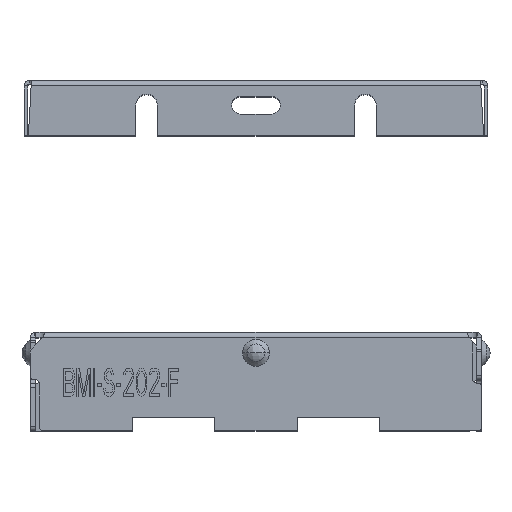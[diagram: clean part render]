
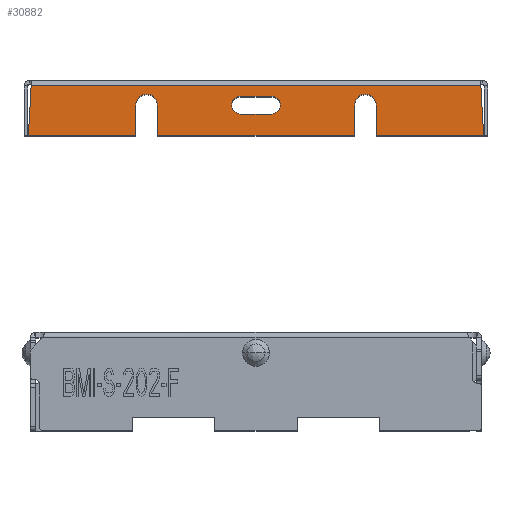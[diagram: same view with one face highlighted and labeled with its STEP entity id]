
A CAD part, top view. The second image highlights one B-rep face of the part: STEP entity #30882.
In plain terms, the highlighted planar face has unit normal (0, 0, 1).
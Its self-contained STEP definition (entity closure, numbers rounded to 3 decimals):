
#9590 = DIRECTION ( 'NONE',  ( 1., 0., 0. ) ) ;
#9591 = DIRECTION ( 'NONE',  ( 0., 0., -1. ) ) ;
#9592 = AXIS2_PLACEMENT_3D ( 'NONE', #9605, #9591, #9590 ) ;
#9593 = CIRCLE ( 'NONE', #9592, 0.325 ) ;
#9600 = CARTESIAN_POINT ( 'NONE',  ( 0.565, 0.425, 8.48 ) ) ;
#9605 = CARTESIAN_POINT ( 'NONE',  ( 0.565, 0.1, 8.48 ) ) ;
#9654 = CARTESIAN_POINT ( 'NONE',  ( 0.89, 0.1, 8.48 ) ) ;
#10916 = CARTESIAN_POINT ( 'NONE',  ( -0.565, 0.425, 8.48 ) ) ;
#11010 = DIRECTION ( 'NONE',  ( 1., 0., 0. ) ) ;
#11011 = VECTOR ( 'NONE', #11010, 1000. ) ;
#11012 = CARTESIAN_POINT ( 'NONE',  ( 8.28, 0.8, 8.48 ) ) ;
#11013 = CARTESIAN_POINT ( 'NONE',  ( 0.565, 0.1, 8.48 ) ) ;
#11014 = PLANE ( 'NONE',  #11034 ) ;
#11015 = LINE ( 'NONE', #11068, #11064 ) ;
#11016 = LINE ( 'NONE', #11012, #11011 ) ;
#11018 = FACE_OUTER_BOUND ( 'NONE', #30857, .T. ) ;
#11019 = AXIS2_PLACEMENT_3D ( 'NONE', #11013, #11058, #11057 ) ;
#11021 = DIRECTION ( 'NONE',  ( 0.056, 0.998, 0. ) ) ;
#11022 = VECTOR ( 'NONE', #11021, 1000. ) ;
#11023 = CARTESIAN_POINT ( 'NONE',  ( -8.27, -0.1, 8.48 ) ) ;
#11026 = LINE ( 'NONE', #11023, #11022 ) ;
#11027 = FACE_BOUND ( 'NONE', #30873, .T. ) ;
#11028 = DIRECTION ( 'NONE',  ( 1., 0., 0. ) ) ;
#11029 = VECTOR ( 'NONE', #11028, 1000. ) ;
#11030 = CARTESIAN_POINT ( 'NONE',  ( -8.22, 0.8, 8.48 ) ) ;
#11031 = CARTESIAN_POINT ( 'NONE',  ( -3.6, 0.1, 8.48 ) ) ;
#11032 = CARTESIAN_POINT ( 'NONE',  ( -8.32, -1., 8.48 ) ) ;
#11033 = CARTESIAN_POINT ( 'NONE',  ( 3.6, 0.1, 8.48 ) ) ;
#11034 = AXIS2_PLACEMENT_3D ( 'NONE', #11067, #11066, #11065 ) ;
#11036 = CARTESIAN_POINT ( 'NONE',  ( 8.22, 0.8, 8.48 ) ) ;
#11039 = CARTESIAN_POINT ( 'NONE',  ( 0., -0.225, 8.48 ) ) ;
#11040 = LINE ( 'NONE', #11039, #11029 ) ;
#11056 = CARTESIAN_POINT ( 'NONE',  ( -0.565, -0.225, 8.48 ) ) ;
#11057 = DIRECTION ( 'NONE',  ( 1., 0., 0. ) ) ;
#11058 = DIRECTION ( 'NONE',  ( 0., 0., -1. ) ) ;
#11060 = CIRCLE ( 'NONE', #11061, 0.325 ) ;
#11061 = AXIS2_PLACEMENT_3D ( 'NONE', #11098, #11097, #11096 ) ;
#11062 = CARTESIAN_POINT ( 'NONE',  ( 0.565, -0.225, 8.48 ) ) ;
#11063 = DIRECTION ( 'NONE',  ( -1., 0., 0. ) ) ;
#11064 = VECTOR ( 'NONE', #11063, 1000. ) ;
#11065 = DIRECTION ( 'NONE',  ( 1., 0., 0. ) ) ;
#11066 = DIRECTION ( 'NONE',  ( 0., 0., 1. ) ) ;
#11067 = CARTESIAN_POINT ( 'NONE',  ( 8.28, 0.8, 8.48 ) ) ;
#11068 = CARTESIAN_POINT ( 'NONE',  ( 0., 0.425, 8.48 ) ) ;
#11069 = CIRCLE ( 'NONE', #11019, 0.325 ) ;
#11070 = CARTESIAN_POINT ( 'NONE',  ( 8.27, -0.1, 8.48 ) ) ;
#11081 = LINE ( 'NONE', #11070, #11130 ) ;
#11096 = DIRECTION ( 'NONE',  ( 1., 0., 0. ) ) ;
#11097 = DIRECTION ( 'NONE',  ( 0., 0., -1. ) ) ;
#11098 = CARTESIAN_POINT ( 'NONE',  ( -0.565, 0.1, 8.48 ) ) ;
#11103 = DIRECTION ( 'NONE',  ( 1., 0., 0. ) ) ;
#11104 = VECTOR ( 'NONE', #11103, 1000. ) ;
#11105 = CARTESIAN_POINT ( 'NONE',  ( 0., -1., 8.48 ) ) ;
#11106 = LINE ( 'NONE', #11105, #11104 ) ;
#11113 = CARTESIAN_POINT ( 'NONE',  ( -3.6, -1., 8.48 ) ) ;
#11114 = CIRCLE ( 'NONE', #11118, 0.4 ) ;
#11116 = CARTESIAN_POINT ( 'NONE',  ( 4., 0.1, 8.48 ) ) ;
#11118 = AXIS2_PLACEMENT_3D ( 'NONE', #11116, #11119, #11150 ) ;
#11119 = DIRECTION ( 'NONE',  ( 0., 0., -1. ) ) ;
#11129 = DIRECTION ( 'NONE',  ( 0.056, -0.998, 0. ) ) ;
#11130 = VECTOR ( 'NONE', #11129, 1000. ) ;
#11132 = CIRCLE ( 'NONE', #11192, 0.4 ) ;
#11133 = DIRECTION ( 'NONE',  ( 0., -1., 0. ) ) ;
#11134 = VECTOR ( 'NONE', #11133, 1000. ) ;
#11135 = CARTESIAN_POINT ( 'NONE',  ( -4.4, -0.45, 8.48 ) ) ;
#11136 = LINE ( 'NONE', #11135, #11134 ) ;
#11138 = CARTESIAN_POINT ( 'NONE',  ( -4.4, 0.1, 8.48 ) ) ;
#11142 = DIRECTION ( 'NONE',  ( 1., 0., 0. ) ) ;
#11143 = VECTOR ( 'NONE', #11142, 1000. ) ;
#11144 = CARTESIAN_POINT ( 'NONE',  ( -4.4, -1., 8.48 ) ) ;
#11146 = DIRECTION ( 'NONE',  ( 0., -1., 0. ) ) ;
#11147 = VECTOR ( 'NONE', #11146, 1000. ) ;
#11148 = CARTESIAN_POINT ( 'NONE',  ( 4.4, -0.45, 8.48 ) ) ;
#11149 = CARTESIAN_POINT ( 'NONE',  ( 4.4, -1., 8.48 ) ) ;
#11150 = DIRECTION ( 'NONE',  ( 1., 0., 0. ) ) ;
#11151 = LINE ( 'NONE', #11148, #11147 ) ;
#11152 = DIRECTION ( 'NONE',  ( 1., 0., 0. ) ) ;
#11153 = VECTOR ( 'NONE', #11152, 1000. ) ;
#11154 = CARTESIAN_POINT ( 'NONE',  ( 0., -1., 8.48 ) ) ;
#11155 = LINE ( 'NONE', #11154, #11153 ) ;
#11156 = CARTESIAN_POINT ( 'NONE',  ( 8.32, -1., 8.48 ) ) ;
#11157 = CARTESIAN_POINT ( 'NONE',  ( 0., -1., 8.48 ) ) ;
#11158 = LINE ( 'NONE', #11157, #11143 ) ;
#11159 = DIRECTION ( 'NONE',  ( 0., -1., 0. ) ) ;
#11160 = VECTOR ( 'NONE', #11159, 1000. ) ;
#11161 = CARTESIAN_POINT ( 'NONE',  ( 3.6, -0.45, 8.48 ) ) ;
#11162 = LINE ( 'NONE', #11161, #11160 ) ;
#11184 = DIRECTION ( 'NONE',  ( 0., -1., 0. ) ) ;
#11185 = VECTOR ( 'NONE', #11184, 1000. ) ;
#11186 = CARTESIAN_POINT ( 'NONE',  ( -3.6, -0.45, 8.48 ) ) ;
#11187 = LINE ( 'NONE', #11186, #11185 ) ;
#11188 = CARTESIAN_POINT ( 'NONE',  ( 3.6, -1., 8.48 ) ) ;
#11189 = DIRECTION ( 'NONE',  ( 1., 0., 0. ) ) ;
#11190 = DIRECTION ( 'NONE',  ( 0., 0., -1. ) ) ;
#11191 = CARTESIAN_POINT ( 'NONE',  ( -4., 0.1, 8.48 ) ) ;
#11192 = AXIS2_PLACEMENT_3D ( 'NONE', #11191, #11190, #11189 ) ;
#11194 = CARTESIAN_POINT ( 'NONE',  ( 4.4, 0.1, 8.48 ) ) ;
#30040 = VERTEX_POINT ( 'NONE', #9600 ) ;
#30041 = EDGE_CURVE ( 'NONE', #30040, #30075, #9593, .T. ) ;
#30075 = VERTEX_POINT ( 'NONE', #9654 ) ;
#30817 = VERTEX_POINT ( 'NONE', #10916 ) ;
#30856 = ORIENTED_EDGE ( 'NONE', *, *, #30925, .F. ) ;
#30857 = EDGE_LOOP ( 'NONE', ( #30867, #30868, #30933, #30881, #30940, #30921, #30924, #30856, #30946, #30923, #30875, #30929 ) ) ;
#30858 = ORIENTED_EDGE ( 'NONE', *, *, #30885, .T. ) ;
#30859 = ORIENTED_EDGE ( 'NONE', *, *, #30041, .T. ) ;
#30860 = VERTEX_POINT ( 'NONE', #11036 ) ;
#30861 = EDGE_CURVE ( 'NONE', #30887, #30886, #11040, .T. ) ;
#30862 = VERTEX_POINT ( 'NONE', #11032 ) ;
#30863 = VERTEX_POINT ( 'NONE', #11031 ) ;
#30864 = ORIENTED_EDGE ( 'NONE', *, *, #30861, .F. ) ;
#30865 = VERTEX_POINT ( 'NONE', #11030 ) ;
#30867 = ORIENTED_EDGE ( 'NONE', *, *, #30879, .F. ) ;
#30868 = ORIENTED_EDGE ( 'NONE', *, *, #30869, .F. ) ;
#30869 = EDGE_CURVE ( 'NONE', #30862, #30865, #11026, .T. ) ;
#30873 = EDGE_LOOP ( 'NONE', ( #30880, #30883, #30859, #30858, #30864 ) ) ;
#30875 = ORIENTED_EDGE ( 'NONE', *, *, #30927, .T. ) ;
#30878 = VERTEX_POINT ( 'NONE', #11033 ) ;
#30879 = EDGE_CURVE ( 'NONE', #30865, #30860, #11016, .T. ) ;
#30880 = ORIENTED_EDGE ( 'NONE', *, *, #30894, .T. ) ;
#30881 = ORIENTED_EDGE ( 'NONE', *, *, #30937, .F. ) ;
#30882 = ADVANCED_FACE ( 'NONE', ( #11027, #11018 ), #11014, .T. ) ;
#30883 = ORIENTED_EDGE ( 'NONE', *, *, #30884, .F. ) ;
#30884 = EDGE_CURVE ( 'NONE', #30040, #30817, #11015, .T. ) ;
#30885 = EDGE_CURVE ( 'NONE', #30075, #30886, #11069, .T. ) ;
#30886 = VERTEX_POINT ( 'NONE', #11062 ) ;
#30887 = VERTEX_POINT ( 'NONE', #11056 ) ;
#30894 = EDGE_CURVE ( 'NONE', #30887, #30817, #11060, .T. ) ;
#30909 = EDGE_CURVE ( 'NONE', #30860, #30931, #11081, .T. ) ;
#30921 = ORIENTED_EDGE ( 'NONE', *, *, #30945, .T. ) ;
#30922 = EDGE_CURVE ( 'NONE', #30935, #30944, #11106, .T. ) ;
#30923 = ORIENTED_EDGE ( 'NONE', *, *, #30930, .T. ) ;
#30924 = ORIENTED_EDGE ( 'NONE', *, *, #30922, .T. ) ;
#30925 = EDGE_CURVE ( 'NONE', #30878, #30944, #11162, .T. ) ;
#30927 = EDGE_CURVE ( 'NONE', #30932, #30931, #11155, .T. ) ;
#30928 = EDGE_CURVE ( 'NONE', #30878, #30942, #11114, .T. ) ;
#30929 = ORIENTED_EDGE ( 'NONE', *, *, #30909, .F. ) ;
#30930 = EDGE_CURVE ( 'NONE', #30942, #30932, #11151, .T. ) ;
#30931 = VERTEX_POINT ( 'NONE', #11156 ) ;
#30932 = VERTEX_POINT ( 'NONE', #11149 ) ;
#30933 = ORIENTED_EDGE ( 'NONE', *, *, #30934, .T. ) ;
#30934 = EDGE_CURVE ( 'NONE', #30862, #30936, #11158, .T. ) ;
#30935 = VERTEX_POINT ( 'NONE', #11113 ) ;
#30936 = VERTEX_POINT ( 'NONE', #11144 ) ;
#30937 = EDGE_CURVE ( 'NONE', #30938, #30936, #11136, .T. ) ;
#30938 = VERTEX_POINT ( 'NONE', #11138 ) ;
#30940 = ORIENTED_EDGE ( 'NONE', *, *, #30941, .T. ) ;
#30941 = EDGE_CURVE ( 'NONE', #30938, #30863, #11132, .T. ) ;
#30942 = VERTEX_POINT ( 'NONE', #11194 ) ;
#30944 = VERTEX_POINT ( 'NONE', #11188 ) ;
#30945 = EDGE_CURVE ( 'NONE', #30863, #30935, #11187, .T. ) ;
#30946 = ORIENTED_EDGE ( 'NONE', *, *, #30928, .T. ) ;
